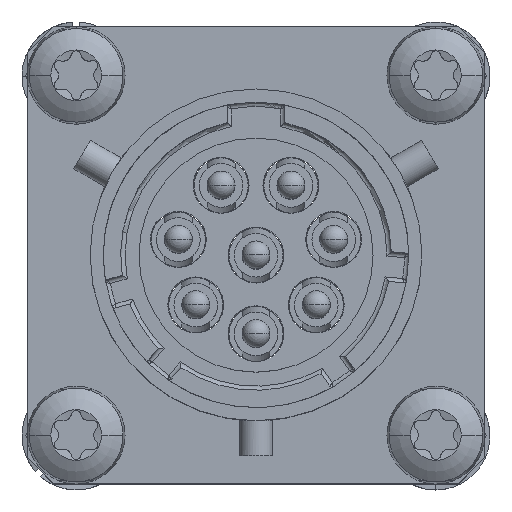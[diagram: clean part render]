
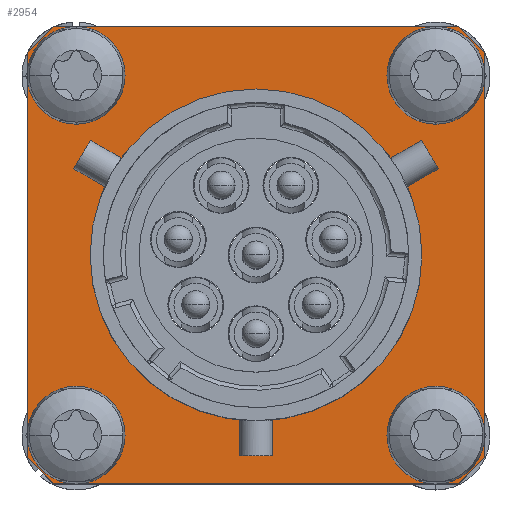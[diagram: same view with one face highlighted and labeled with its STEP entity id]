
A CAD part, top view. The second image highlights one B-rep face of the part: STEP entity #2954.
In plain terms, the highlighted planar face has unit normal (0, 0, 1).
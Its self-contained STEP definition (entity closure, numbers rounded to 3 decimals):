
#1745=CARTESIAN_POINT('',(9.5,0.,22.5));
#1746=VERTEX_POINT('',#1745);
#1755=CARTESIAN_POINT('',(-9.5,0.,22.5));
#1756=VERTEX_POINT('',#1755);
#1757=CARTESIAN_POINT('',(0.,0.,22.5));
#1758=DIRECTION('',(0.0,0.0,1.0));
#1759=DIRECTION('',(1.0,0.0,0.0));
#1760=AXIS2_PLACEMENT_3D('',#1757,#1758,#1759);
#1761=CIRCLE('',#1760,9.5);
#1762=EDGE_CURVE('',#1746,#1756,#1761,.T.);
#1798=CARTESIAN_POINT('',(-8.7,10.3,22.5));
#1799=VERTEX_POINT('',#1798);
#1815=CARTESIAN_POINT('',(-11.9,10.3,22.5));
#1816=VERTEX_POINT('',#1815);
#1823=CARTESIAN_POINT('',(-10.3,10.3,22.5));
#1824=DIRECTION('',(0.0,0.0,-1.0));
#1825=DIRECTION('',(1.0,0.0,0.0));
#1826=AXIS2_PLACEMENT_3D('',#1823,#1824,#1825);
#1827=CIRCLE('',#1826,1.6);
#1828=EDGE_CURVE('',#1799,#1816,#1827,.T.);
#1840=CARTESIAN_POINT('',(-8.7,-10.3,22.5));
#1841=VERTEX_POINT('',#1840);
#1857=CARTESIAN_POINT('',(-11.9,-10.3,22.5));
#1858=VERTEX_POINT('',#1857);
#1865=CARTESIAN_POINT('',(-10.3,-10.3,22.5));
#1866=DIRECTION('',(0.0,0.0,-1.0));
#1867=DIRECTION('',(1.0,0.0,0.0));
#1868=AXIS2_PLACEMENT_3D('',#1865,#1866,#1867);
#1869=CIRCLE('',#1868,1.6);
#1870=EDGE_CURVE('',#1841,#1858,#1869,.T.);
#1882=CARTESIAN_POINT('',(11.9,10.3,22.5));
#1883=VERTEX_POINT('',#1882);
#1899=CARTESIAN_POINT('',(8.7,10.3,22.5));
#1900=VERTEX_POINT('',#1899);
#1907=CARTESIAN_POINT('',(10.3,10.3,22.5));
#1908=DIRECTION('',(0.0,0.0,-1.0));
#1909=DIRECTION('',(1.0,0.0,0.0));
#1910=AXIS2_PLACEMENT_3D('',#1907,#1908,#1909);
#1911=CIRCLE('',#1910,1.6);
#1912=EDGE_CURVE('',#1883,#1900,#1911,.T.);
#1924=CARTESIAN_POINT('',(11.9,-10.3,22.5));
#1925=VERTEX_POINT('',#1924);
#1941=CARTESIAN_POINT('',(8.7,-10.3,22.5));
#1942=VERTEX_POINT('',#1941);
#1949=CARTESIAN_POINT('',(10.3,-10.3,22.5));
#1950=DIRECTION('',(0.0,0.0,-1.0));
#1951=DIRECTION('',(1.0,0.0,0.0));
#1952=AXIS2_PLACEMENT_3D('',#1949,#1950,#1951);
#1953=CIRCLE('',#1952,1.6);
#1954=EDGE_CURVE('',#1925,#1942,#1953,.T.);
#2833=CARTESIAN_POINT('',(-14.41,-14.41,22.5));
#2834=DIRECTION('',(0.0,0.0,1.0));
#2835=DIRECTION('',(1.0,0.0,0.0));
#2836=AXIS2_PLACEMENT_3D('',#2833,#2834,#2835);
#2837=PLANE('',#2836);
#2838=CARTESIAN_POINT('',(-11.6,13.1,22.5));
#2839=VERTEX_POINT('',#2838);
#2840=CARTESIAN_POINT('',(11.6,13.1,22.5));
#2841=VERTEX_POINT('',#2840);
#2842=CARTESIAN_POINT('',(-11.6,13.1,22.5));
#2843=DIRECTION('',(1.0,0.0,0.0));
#2844=VECTOR('',#2843,23.2);
#2845=LINE('',#2842,#2844);
#2846=EDGE_CURVE('',#2839,#2841,#2845,.T.);
#2847=ORIENTED_EDGE('',*,*,#2846,.F.);
#2848=CARTESIAN_POINT('',(-13.1,11.6,22.5));
#2849=VERTEX_POINT('',#2848);
#2850=CARTESIAN_POINT('',(-13.1,11.6,22.5));
#2851=DIRECTION('',(0.707,0.707,0.0));
#2852=VECTOR('',#2851,2.121);
#2853=LINE('',#2850,#2852);
#2854=EDGE_CURVE('',#2849,#2839,#2853,.T.);
#2855=ORIENTED_EDGE('',*,*,#2854,.F.);
#2856=CARTESIAN_POINT('',(-13.1,-11.6,22.5));
#2857=VERTEX_POINT('',#2856);
#2858=CARTESIAN_POINT('',(-13.1,-11.6,22.5));
#2859=DIRECTION('',(0.0,1.0,0.0));
#2860=VECTOR('',#2859,23.2);
#2861=LINE('',#2858,#2860);
#2862=EDGE_CURVE('',#2857,#2849,#2861,.T.);
#2863=ORIENTED_EDGE('',*,*,#2862,.F.);
#2864=CARTESIAN_POINT('',(-11.6,-13.1,22.5));
#2865=VERTEX_POINT('',#2864);
#2866=CARTESIAN_POINT('',(-11.6,-13.1,22.5));
#2867=DIRECTION('',(-0.707,0.707,0.0));
#2868=VECTOR('',#2867,2.121);
#2869=LINE('',#2866,#2868);
#2870=EDGE_CURVE('',#2865,#2857,#2869,.T.);
#2871=ORIENTED_EDGE('',*,*,#2870,.F.);
#2872=CARTESIAN_POINT('',(11.6,-13.1,22.5));
#2873=VERTEX_POINT('',#2872);
#2874=CARTESIAN_POINT('',(11.6,-13.1,22.5));
#2875=DIRECTION('',(-1.0,0.0,0.0));
#2876=VECTOR('',#2875,23.2);
#2877=LINE('',#2874,#2876);
#2878=EDGE_CURVE('',#2873,#2865,#2877,.T.);
#2879=ORIENTED_EDGE('',*,*,#2878,.F.);
#2880=CARTESIAN_POINT('',(13.1,-11.6,22.5));
#2881=VERTEX_POINT('',#2880);
#2882=CARTESIAN_POINT('',(13.1,-11.6,22.5));
#2883=DIRECTION('',(-0.707,-0.707,0.0));
#2884=VECTOR('',#2883,2.121);
#2885=LINE('',#2882,#2884);
#2886=EDGE_CURVE('',#2881,#2873,#2885,.T.);
#2887=ORIENTED_EDGE('',*,*,#2886,.F.);
#2888=CARTESIAN_POINT('',(13.1,11.6,22.5));
#2889=VERTEX_POINT('',#2888);
#2890=CARTESIAN_POINT('',(13.1,11.6,22.5));
#2891=DIRECTION('',(0.0,-1.0,0.0));
#2892=VECTOR('',#2891,23.2);
#2893=LINE('',#2890,#2892);
#2894=EDGE_CURVE('',#2889,#2881,#2893,.T.);
#2895=ORIENTED_EDGE('',*,*,#2894,.F.);
#2896=CARTESIAN_POINT('',(11.6,13.1,22.5));
#2897=DIRECTION('',(0.707,-0.707,0.0));
#2898=VECTOR('',#2897,2.121);
#2899=LINE('',#2896,#2898);
#2900=EDGE_CURVE('',#2841,#2889,#2899,.T.);
#2901=ORIENTED_EDGE('',*,*,#2900,.F.);
#2902=EDGE_LOOP('',(#2847,#2855,#2863,#2871,#2879,#2887,#2895,#2901));
#2903=FACE_OUTER_BOUND('',#2902,.T.);
#2904=ORIENTED_EDGE('',*,*,#1828,.T.);
#2905=CARTESIAN_POINT('',(-10.3,10.3,22.5));
#2906=DIRECTION('',(0.0,0.0,-1.0));
#2907=DIRECTION('',(1.0,0.0,0.0));
#2908=AXIS2_PLACEMENT_3D('',#2905,#2906,#2907);
#2909=CIRCLE('',#2908,1.6);
#2910=EDGE_CURVE('',#1816,#1799,#2909,.T.);
#2911=ORIENTED_EDGE('',*,*,#2910,.T.);
#2912=EDGE_LOOP('',(#2904,#2911));
#2913=FACE_BOUND('',#2912,.T.);
#2914=ORIENTED_EDGE('',*,*,#1870,.T.);
#2915=CARTESIAN_POINT('',(-10.3,-10.3,22.5));
#2916=DIRECTION('',(0.0,0.0,-1.0));
#2917=DIRECTION('',(1.0,0.0,0.0));
#2918=AXIS2_PLACEMENT_3D('',#2915,#2916,#2917);
#2919=CIRCLE('',#2918,1.6);
#2920=EDGE_CURVE('',#1858,#1841,#2919,.T.);
#2921=ORIENTED_EDGE('',*,*,#2920,.T.);
#2922=EDGE_LOOP('',(#2914,#2921));
#2923=FACE_BOUND('',#2922,.T.);
#2924=ORIENTED_EDGE('',*,*,#1912,.T.);
#2925=CARTESIAN_POINT('',(10.3,10.3,22.5));
#2926=DIRECTION('',(0.0,0.0,-1.0));
#2927=DIRECTION('',(1.0,0.0,0.0));
#2928=AXIS2_PLACEMENT_3D('',#2925,#2926,#2927);
#2929=CIRCLE('',#2928,1.6);
#2930=EDGE_CURVE('',#1900,#1883,#2929,.T.);
#2931=ORIENTED_EDGE('',*,*,#2930,.T.);
#2932=EDGE_LOOP('',(#2924,#2931));
#2933=FACE_BOUND('',#2932,.T.);
#2934=ORIENTED_EDGE('',*,*,#1954,.T.);
#2935=CARTESIAN_POINT('',(10.3,-10.3,22.5));
#2936=DIRECTION('',(0.0,0.0,-1.0));
#2937=DIRECTION('',(1.0,0.0,0.0));
#2938=AXIS2_PLACEMENT_3D('',#2935,#2936,#2937);
#2939=CIRCLE('',#2938,1.6);
#2940=EDGE_CURVE('',#1942,#1925,#2939,.T.);
#2941=ORIENTED_EDGE('',*,*,#2940,.T.);
#2942=EDGE_LOOP('',(#2934,#2941));
#2943=FACE_BOUND('',#2942,.T.);
#2944=CARTESIAN_POINT('',(0.,0.,22.5));
#2945=DIRECTION('',(0.0,0.0,1.0));
#2946=DIRECTION('',(1.0,0.0,0.0));
#2947=AXIS2_PLACEMENT_3D('',#2944,#2945,#2946);
#2948=CIRCLE('',#2947,9.5);
#2949=EDGE_CURVE('',#1756,#1746,#2948,.T.);
#2950=ORIENTED_EDGE('',*,*,#2949,.F.);
#2951=ORIENTED_EDGE('',*,*,#1762,.F.);
#2952=EDGE_LOOP('',(#2950,#2951));
#2953=FACE_BOUND('',#2952,.T.);
#2954=ADVANCED_FACE('',(#2903,#2913,#2923,#2933,#2943,#2953),#2837,.T.);
